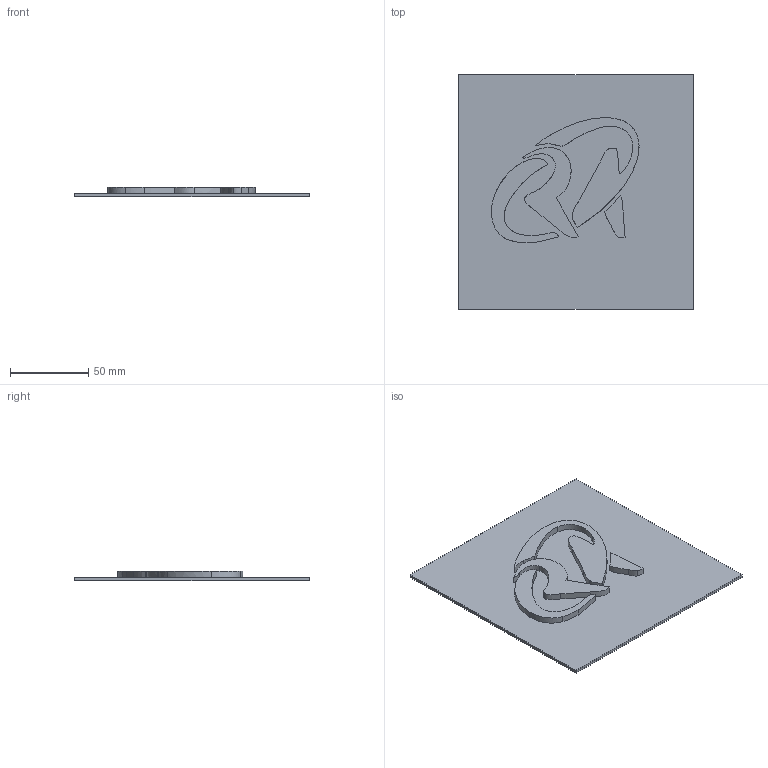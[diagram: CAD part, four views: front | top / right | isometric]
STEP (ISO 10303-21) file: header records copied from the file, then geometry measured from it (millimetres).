
FILE_DESCRIPTION(/* description */ (''),/* implementation_level */ '2;1');
FILE_NAME(/* name */ 'placa_RAS.step',/* time_stamp */ '2023-03-23T11:40:37-05:00',/* author */ (''),/* organization */ (''),/* preprocessor_version */ 'ST-DEVELOPER v19.2',/* originating_system */ 'Autodesk Translation Framework v11.17.0.187',/* authorisation */ '');
FILE_SCHEMA (('AUTOMOTIVE_DESIGN { 1 0 10303 214 3 1 1 }'));
Length unit declared in the file: millimetre
Products named in the file (1): placa_RAS
Bounding box: 150 x 150 x 6 mm (x, y, z)
Volume: 57381 mm3; surface area: 49301.2 mm2
Topology: 1 solids, 1 shells, 53 faces, 141 edges, 94 vertices
Faces by surface type: bspline 43, plane 10
Entity records: 1777 total; most frequent: CARTESIAN_POINT 848, ORIENTED_EDGE 282, EDGE_CURVE 141, VERTEX_POINT 94, DIRECTION 77, EDGE_LOOP 57, LINE 55, VECTOR 55
